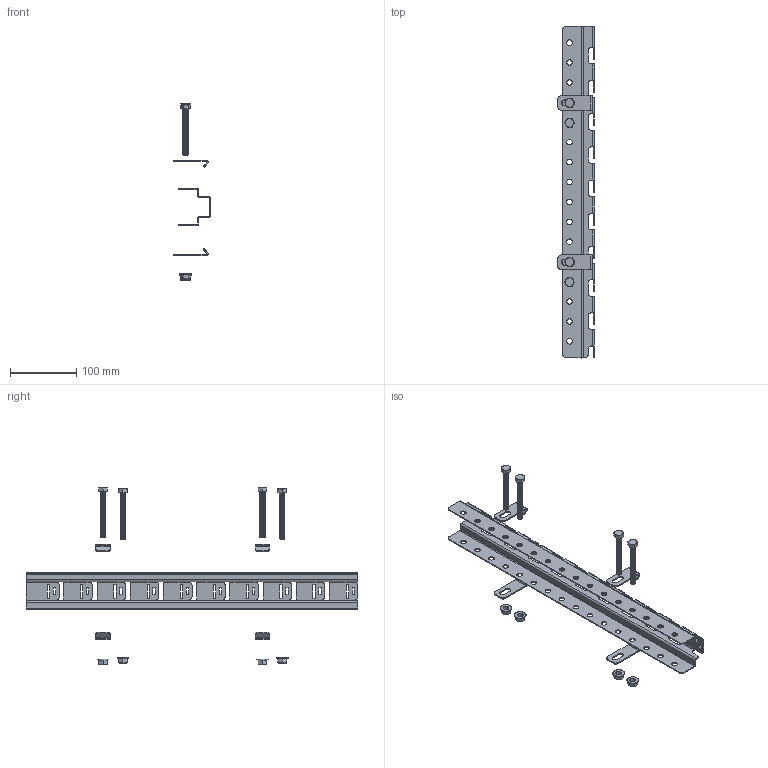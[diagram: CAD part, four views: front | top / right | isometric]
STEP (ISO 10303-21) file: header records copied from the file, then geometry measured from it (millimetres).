
FILE_DESCRIPTION (( 'STEP AP203' ), '1' );
FILE_NAME ('ﾁ裼粨炅魵鮱 2.STEP', '2022-10-21T14:46:08', ( '' ), ( '' ), 'SwSTEP 2.0', 'SolidWorks 2022', '' );
FILE_SCHEMA (( 'CONFIG_CONTROL_DESIGN' ));
Length unit declared in the file: millimetre
Products named in the file (5): Болт ГОСТ 7798 (new)_М8х70; 38_Гайка Din 6923_М8; 38_КИВА 189.20.01 Крепление безвинтовое_2х; 38_КИВА 189.30.02 Кронштейн; Безвинтовое 2
Assembly tree (13 placements, depth 2):
  Безвинтовое 2
    38_КИВА 189.20.01 Крепление безвинтовое_2х
    38_Гайка Din 6923_М8  x4
    38_КИВА 189.30.02 Кронштейн  x4
    Болт ГОСТ 7798 (new)_М8х70  x4
Bounding box: 54.5 x 500 x 266.44 mm (x, y, z)
Volume: 120635.2 mm3; surface area: 158155.9 mm2
Topology: 13 solids, 13 shells, 1080 faces, 2900 edges, 1832 vertices
Faces by surface type: cylinder 588, plane 404, cone 64, bspline 16, torus 8
Entity records: 32035 total; most frequent: CARTESIAN_POINT 16170, ORIENTED_EDGE 3250, DIRECTION 3031, EDGE_CURVE 1625, AXIS2_PLACEMENT_3D 1012, VERTEX_POINT 1010, LINE 1007, VECTOR 1007
